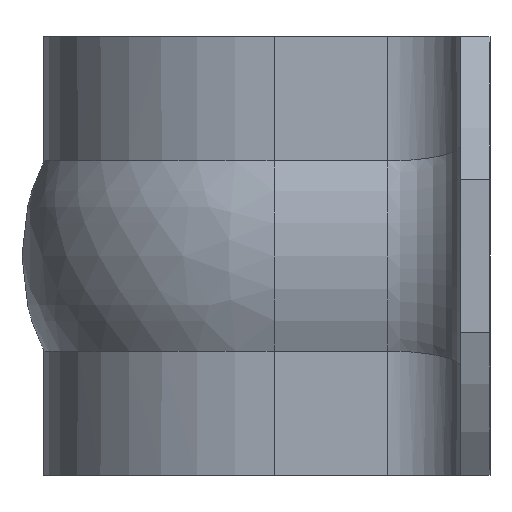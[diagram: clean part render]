
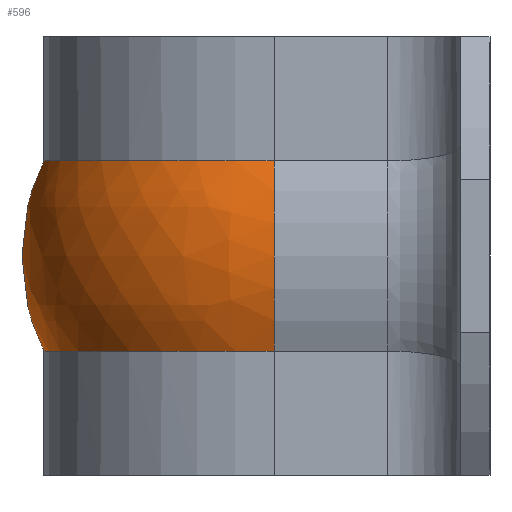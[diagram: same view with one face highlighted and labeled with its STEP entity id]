
A CAD part, left-side view. The second image highlights one B-rep face of the part: STEP entity #596.
In plain terms, the highlighted free-form (B-spline) face has degree [2, 2] with [3, 5] control points.
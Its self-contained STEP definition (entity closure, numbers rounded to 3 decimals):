
#29=(
BOUNDED_SURFACE()
B_SPLINE_SURFACE(2,2,((#986,#987,#988,#989,#990),(#991,#992,#993,#994,#995),
(#996,#997,#998,#999,#1000)),.UNSPECIFIED.,.F.,.F.,.F.)
B_SPLINE_SURFACE_WITH_KNOTS((3,3),(3,2,3),(-0.454,0.454),
(0.073,1.607,3.142),.UNSPECIFIED.)
GEOMETRIC_REPRESENTATION_ITEM()
RATIONAL_B_SPLINE_SURFACE(((1.,0.72,1.,0.72,1.),
(0.899,0.647,0.899,0.647,
0.899),(1.,0.72,1.,0.72,1.)))
REPRESENTATION_ITEM('')
SURFACE()
);
#35=CIRCLE('',#657,6.3);
#36=CIRCLE('',#659,6.3);
#38=CIRCLE('',#661,5.933);
#71=FACE_OUTER_BOUND('',#106,.T.);
#106=EDGE_LOOP('',(#415,#416,#417,#418,#419,#420));
#223=B_SPLINE_CURVE_WITH_KNOTS('',3,(#890,#891,#892,#893,#894,#895),
 .UNSPECIFIED.,.F.,.F.,(4,2,4),(-0.033,-0.017,
0.),.UNSPECIFIED.);
#230=B_SPLINE_CURVE_WITH_KNOTS('',3,(#955,#956,#957,#958,#959,#960),
 .UNSPECIFIED.,.F.,.F.,(4,2,4),(-0.033,-0.017,
0.),.UNSPECIFIED.);
#232=B_SPLINE_CURVE_WITH_KNOTS('',3,(#1002,#1003,#1004,#1005,#1006,#1007,
#1008,#1009,#1010,#1011,#1012,#1013,#1014,#1015),.UNSPECIFIED.,.F.,.F.,
(4,2,2,2,2,2,4),(2.678,2.683,2.792,2.901,
3.011,3.12,3.124),.UNSPECIFIED.);
#240=VERTEX_POINT('',#888);
#241=VERTEX_POINT('',#889);
#247=VERTEX_POINT('',#926);
#251=VERTEX_POINT('',#953);
#256=VERTEX_POINT('',#977);
#257=VERTEX_POINT('',#981);
#298=EDGE_CURVE('',#240,#241,#223,.T.);
#309=EDGE_CURVE('',#247,#251,#230,.T.);
#316=EDGE_CURVE('',#241,#256,#35,.T.);
#317=EDGE_CURVE('',#247,#257,#36,.T.);
#320=EDGE_CURVE('',#257,#256,#38,.T.);
#321=EDGE_CURVE('',#251,#240,#232,.T.);
#415=ORIENTED_EDGE('',*,*,#298,.T.);
#416=ORIENTED_EDGE('',*,*,#316,.T.);
#417=ORIENTED_EDGE('',*,*,#320,.F.);
#418=ORIENTED_EDGE('',*,*,#317,.F.);
#419=ORIENTED_EDGE('',*,*,#309,.T.);
#420=ORIENTED_EDGE('',*,*,#321,.T.);
#596=ADVANCED_FACE('',(#71),#29,.F.);
#657=AXIS2_PLACEMENT_3D('',#979,#736,#737);
#659=AXIS2_PLACEMENT_3D('',#982,#740,#741);
#661=AXIS2_PLACEMENT_3D('',#1001,#745,#746);
#736=DIRECTION('center_axis',(0.,0.,1.));
#737=DIRECTION('ref_axis',(1.,0.,0.));
#740=DIRECTION('center_axis',(0.,0.,1.));
#741=DIRECTION('ref_axis',(1.,0.,0.));
#745=DIRECTION('center_axis',(0.,-1.,0.));
#746=DIRECTION('ref_axis',(-0.899,0.,-0.438));
#888=CARTESIAN_POINT('',(6.417,-5.8,-2.3));
#889=CARTESIAN_POINT('',(6.279,-5.79,-2.6));
#890=CARTESIAN_POINT('Ctrl Pts',(6.417,-5.8,-2.3));
#891=CARTESIAN_POINT('Ctrl Pts',(6.395,-5.8,-2.351));
#892=CARTESIAN_POINT('Ctrl Pts',(6.373,-5.799,-2.401));
#893=CARTESIAN_POINT('Ctrl Pts',(6.327,-5.796,-2.501));
#894=CARTESIAN_POINT('Ctrl Pts',(6.304,-5.793,-2.551));
#895=CARTESIAN_POINT('Ctrl Pts',(6.279,-5.79,-2.6));
#926=CARTESIAN_POINT('',(6.279,-5.79,2.6));
#953=CARTESIAN_POINT('',(6.417,-5.8,2.3));
#955=CARTESIAN_POINT('Ctrl Pts',(6.279,-5.79,2.6));
#956=CARTESIAN_POINT('Ctrl Pts',(6.304,-5.793,2.551));
#957=CARTESIAN_POINT('Ctrl Pts',(6.327,-5.796,2.501));
#958=CARTESIAN_POINT('Ctrl Pts',(6.373,-5.799,2.401));
#959=CARTESIAN_POINT('Ctrl Pts',(6.395,-5.8,2.351));
#960=CARTESIAN_POINT('Ctrl Pts',(6.417,-5.8,2.3));
#977=CARTESIAN_POINT('',(-6.3,-6.3,-2.6));
#979=CARTESIAN_POINT('Origin',(0.,-6.3,-2.6));
#981=CARTESIAN_POINT('',(-6.3,-6.3,2.6));
#982=CARTESIAN_POINT('Origin',(0.,-6.3,2.6));
#986=CARTESIAN_POINT('Ctrl Pts',(6.283,-5.843,-2.6));
#987=CARTESIAN_POINT('Ctrl Pts',(5.843,0.216,-2.6));
#988=CARTESIAN_POINT('Ctrl Pts',(-0.228,-0.004,
-2.6));
#989=CARTESIAN_POINT('Ctrl Pts',(-6.3,-0.224,-2.6));
#990=CARTESIAN_POINT('Ctrl Pts',(-6.3,-6.3,-2.6));
#991=CARTESIAN_POINT('Ctrl Pts',(7.548,-5.752,0.));
#992=CARTESIAN_POINT('Ctrl Pts',(7.019,1.527,0.));
#993=CARTESIAN_POINT('Ctrl Pts',(-0.274,1.263,0.));
#994=CARTESIAN_POINT('Ctrl Pts',(-7.568,0.998,0.));
#995=CARTESIAN_POINT('Ctrl Pts',(-7.568,-6.3,0.));
#996=CARTESIAN_POINT('Ctrl Pts',(6.283,-5.843,2.6));
#997=CARTESIAN_POINT('Ctrl Pts',(5.843,0.216,2.6));
#998=CARTESIAN_POINT('Ctrl Pts',(-0.228,-0.004,
2.6));
#999=CARTESIAN_POINT('Ctrl Pts',(-6.3,-0.224,2.6));
#1000=CARTESIAN_POINT('Ctrl Pts',(-6.3,-6.3,2.6));
#1001=CARTESIAN_POINT('Origin',(-0.967,-6.3,0.));
#1002=CARTESIAN_POINT('Ctrl Pts',(6.417,-5.8,2.3));
#1003=CARTESIAN_POINT('Ctrl Pts',(6.422,-5.8,2.286));
#1004=CARTESIAN_POINT('Ctrl Pts',(6.428,-5.8,2.273));
#1005=CARTESIAN_POINT('Ctrl Pts',(6.573,-5.8,1.923));
#1006=CARTESIAN_POINT('Ctrl Pts',(6.691,-5.8,1.541));
#1007=CARTESIAN_POINT('Ctrl Pts',(6.846,-5.8,0.762));
#1008=CARTESIAN_POINT('Ctrl Pts',(6.882,-5.8,0.364));
#1009=CARTESIAN_POINT('Ctrl Pts',(6.882,-5.8,-0.364));
#1010=CARTESIAN_POINT('Ctrl Pts',(6.846,-5.8,-0.762));
#1011=CARTESIAN_POINT('Ctrl Pts',(6.691,-5.8,-1.541));
#1012=CARTESIAN_POINT('Ctrl Pts',(6.573,-5.8,-1.923));
#1013=CARTESIAN_POINT('Ctrl Pts',(6.428,-5.8,-2.273));
#1014=CARTESIAN_POINT('Ctrl Pts',(6.422,-5.8,-2.286));
#1015=CARTESIAN_POINT('Ctrl Pts',(6.417,-5.8,-2.3));
